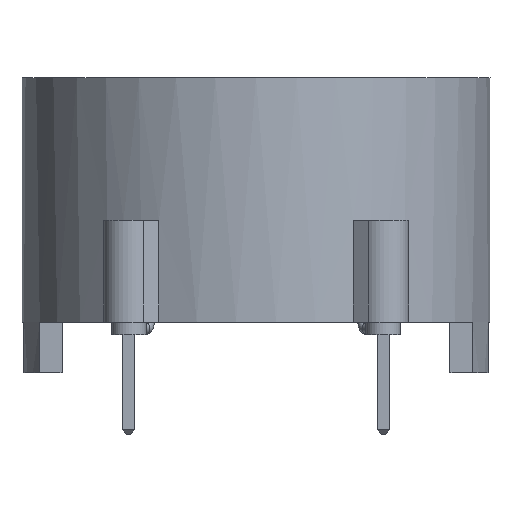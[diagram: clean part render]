
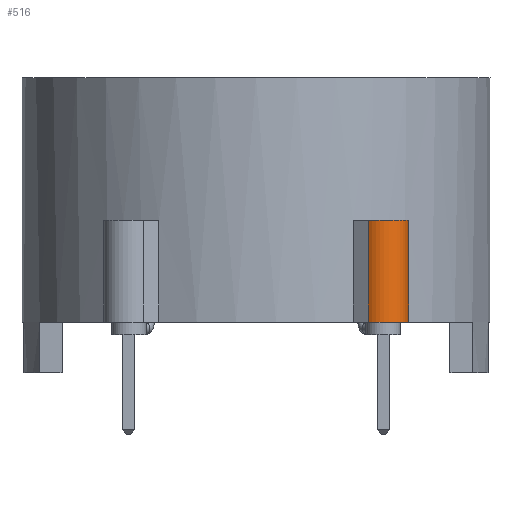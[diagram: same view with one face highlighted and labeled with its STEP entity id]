
A CAD part, left-side view. The second image highlights one B-rep face of the part: STEP entity #516.
In plain terms, the highlighted cylindrical face has radius 1.25 mm (diameter 2.5 mm), a partial arc.
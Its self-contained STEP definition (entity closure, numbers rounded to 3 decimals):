
#516 = ADVANCED_FACE( '', ( #1344 ), #1345, .T. );
#1344 = FACE_OUTER_BOUND( '', #5706, .T. );
#1345 = CYLINDRICAL_SURFACE( '', #5707, 1.25 );
#5706 = EDGE_LOOP( '', ( #10985, #10986, #10987, #10988 ) );
#5707 = AXIS2_PLACEMENT_3D( '', #10989, #10990, #10991 );
#10985 = ORIENTED_EDGE( '', *, *, #12974, .F. );
#10986 = ORIENTED_EDGE( '', *, *, #12975, .F. );
#10987 = ORIENTED_EDGE( '', *, *, #12966, .T. );
#10988 = ORIENTED_EDGE( '', *, *, #12972, .T. );
#10989 = CARTESIAN_POINT( '', ( -10., -6.25, -12. ) );
#10990 = DIRECTION( '', ( 0., 0., -1. ) );
#10991 = DIRECTION( '', ( 1., 0., 0. ) );
#12966 = EDGE_CURVE( '', #14034, #14032, #14035, .T. );
#12972 = EDGE_CURVE( '', #14032, #14042, #14044, .T. );
#12974 = EDGE_CURVE( '', #14045, #14042, #14047, .T. );
#12975 = EDGE_CURVE( '', #14034, #14045, #14048, .T. );
#14032 = VERTEX_POINT( '', #16111 );
#14034 = VERTEX_POINT( '', #16114 );
#14035 = CIRCLE( '', #16115, 1.25 );
#14042 = VERTEX_POINT( '', #16125 );
#14044 = LINE( '', #16128, #16129 );
#14045 = VERTEX_POINT( '', #16130 );
#14047 = CIRCLE( '', #16133, 1.25 );
#14048 = LINE( '', #16134, #16135 );
#16111 = CARTESIAN_POINT( '', ( -9.775, -7.48, -12. ) );
#16114 = CARTESIAN_POINT( '', ( -11.007, -5.509, -12. ) );
#16115 = AXIS2_PLACEMENT_3D( '', #17727, #17728, #17729 );
#16125 = CARTESIAN_POINT( '', ( -9.775, -7.48, -7. ) );
#16128 = CARTESIAN_POINT( '', ( -9.775, -7.48, -12. ) );
#16129 = VECTOR( '', #17737, 1000. );
#16130 = CARTESIAN_POINT( '', ( -11.007, -5.509, -7. ) );
#16133 = AXIS2_PLACEMENT_3D( '', #17739, #17740, #17741 );
#16134 = CARTESIAN_POINT( '', ( -11.007, -5.509, -12. ) );
#16135 = VECTOR( '', #17742, 1000. );
#17727 = CARTESIAN_POINT( '', ( -10., -6.25, -12. ) );
#17728 = DIRECTION( '', ( 0., 0., 1. ) );
#17729 = DIRECTION( '', ( 0., 1., 0. ) );
#17737 = DIRECTION( '', ( 0., 0., 1. ) );
#17739 = CARTESIAN_POINT( '', ( -10., -6.25, -7. ) );
#17740 = DIRECTION( '', ( 0., 0., 1. ) );
#17741 = DIRECTION( '', ( 0., 1., 0. ) );
#17742 = DIRECTION( '', ( 0., 0., 1. ) );
